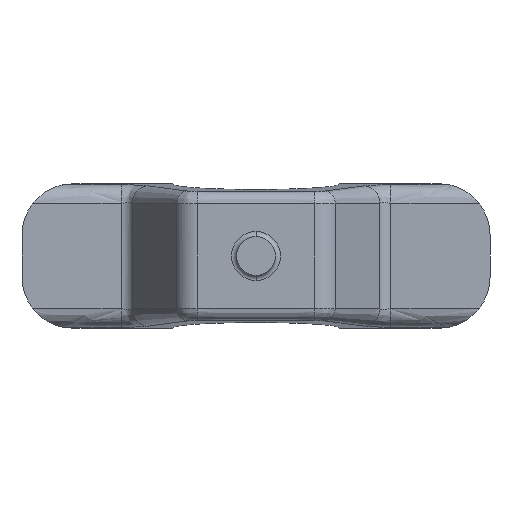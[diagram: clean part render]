
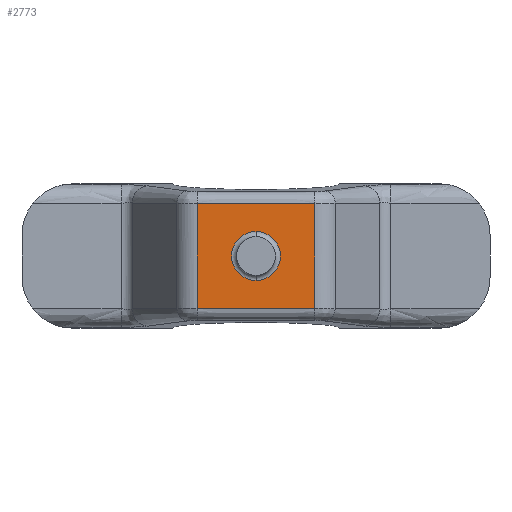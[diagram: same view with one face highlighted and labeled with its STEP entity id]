
A CAD part, front view. The second image highlights one B-rep face of the part: STEP entity #2773.
In plain terms, the highlighted planar face has unit normal (0, -1, 0).
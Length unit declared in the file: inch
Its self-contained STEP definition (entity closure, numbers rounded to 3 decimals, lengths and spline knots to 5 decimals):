
#28 = FACE_OUTER_BOUND ( 'NONE', #868, .T. ) ;
#107 = CARTESIAN_POINT ( 'NONE',  ( -0.57793, -1.232, 0.51421 ) ) ;
#176 = EDGE_CURVE ( 'NONE', #1284, #1699, #1765, .T. ) ;
#236 = VERTEX_POINT ( 'NONE', #3409 ) ;
#324 = FACE_BOUND ( 'NONE', #874, .T. ) ;
#353 = ORIENTED_EDGE ( 'NONE', *, *, #176, .T. ) ;
#546 = ORIENTED_EDGE ( 'NONE', *, *, #747, .F. ) ;
#655 = CARTESIAN_POINT ( 'NONE',  ( 0., -1.232, 0. ) ) ;
#747 = EDGE_CURVE ( 'NONE', #3741, #1699, #2431, .T. ) ;
#868 = EDGE_LOOP ( 'NONE', ( #2697, #2803, #353, #546 ) ) ;
#874 = EDGE_LOOP ( 'NONE', ( #2301, #2086 ) ) ;
#896 = AXIS2_PLACEMENT_3D ( 'NONE', #655, #3670, #961 ) ;
#961 = DIRECTION ( 'NONE',  ( 0., 0., -1. ) ) ;
#1036 = CIRCLE ( 'NONE', #896, 0.24 ) ;
#1126 = CARTESIAN_POINT ( 'NONE',  ( 0.57793, -1.232, 0.51421 ) ) ;
#1159 = CARTESIAN_POINT ( 'NONE',  ( 0., -1.232, 0. ) ) ;
#1165 = CARTESIAN_POINT ( 'NONE',  ( 0.19264, -1.232, -0.51421 ) ) ;
#1224 = CARTESIAN_POINT ( 'NONE',  ( -0.57793, -1.232, -0.51421 ) ) ;
#1264 = DIRECTION ( 'NONE',  ( 0., 0., 1. ) ) ;
#1284 = VERTEX_POINT ( 'NONE', #2204 ) ;
#1438 = CARTESIAN_POINT ( 'NONE',  ( -0.19264, -1.232, -0.51421 ) ) ;
#1638 = VECTOR ( 'NONE', #1264, 39.37008 ) ;
#1699 = VERTEX_POINT ( 'NONE', #2283 ) ;
#1752 = CARTESIAN_POINT ( 'NONE',  ( -0.57793, -1.232, -0.51421 ) ) ;
#1765 = LINE ( 'NONE', #2811, #1638 ) ;
#1785 = DIRECTION ( 'NONE',  ( 0., 0., -1. ) ) ;
#1876 = AXIS2_PLACEMENT_3D ( 'NONE', #2629, #3528, #2032 ) ;
#1915 = VERTEX_POINT ( 'NONE', #1224 ) ;
#2032 = DIRECTION ( 'NONE',  ( 1., 0., 0. ) ) ;
#2086 = ORIENTED_EDGE ( 'NONE', *, *, #3210, .T. ) ;
#2204 = CARTESIAN_POINT ( 'NONE',  ( 0.57793, -1.232, -0.51421 ) ) ;
#2283 = CARTESIAN_POINT ( 'NONE',  ( 0.57793, -1.232, 0.51421 ) ) ;
#2301 = ORIENTED_EDGE ( 'NONE', *, *, #3560, .T. ) ;
#2326 = AXIS2_PLACEMENT_3D ( 'NONE', #1159, #2726, #1785 ) ;
#2431 = B_SPLINE_CURVE_WITH_KNOTS ( 'NONE', 3,
 ( #2973, #3618, #3926, #1126 ),
 .UNSPECIFIED., .F., .F.,
 ( 4, 4 ),
 ( 0., 1. ),
 .UNSPECIFIED. ) ;
#2439 = EDGE_CURVE ( 'NONE', #1284, #1915, #3086, .T. ) ;
#2629 = CARTESIAN_POINT ( 'NONE',  ( 0.57793, -1.232, 0.495 ) ) ;
#2697 = ORIENTED_EDGE ( 'NONE', *, *, #3930, .F. ) ;
#2726 = DIRECTION ( 'NONE',  ( 0., 1., 0. ) ) ;
#2773 = ADVANCED_FACE ( 'NONE', ( #324, #28 ), #3875, .T. ) ;
#2793 = CARTESIAN_POINT ( 'NONE',  ( -0.57793, -1.232, 0.495 ) ) ;
#2803 = ORIENTED_EDGE ( 'NONE', *, *, #2439, .F. ) ;
#2811 = CARTESIAN_POINT ( 'NONE',  ( 0.57793, -1.232, 0.495 ) ) ;
#2973 = CARTESIAN_POINT ( 'NONE',  ( -0.57793, -1.232, 0.51421 ) ) ;
#2981 = LINE ( 'NONE', #2793, #3691 ) ;
#3086 = B_SPLINE_CURVE_WITH_KNOTS ( 'NONE', 3,
 ( #3906, #1165, #1438, #1752 ),
 .UNSPECIFIED., .F., .F.,
 ( 4, 4 ),
 ( 0., 1. ),
 .UNSPECIFIED. ) ;
#3135 = VERTEX_POINT ( 'NONE', #3204 ) ;
#3149 = DIRECTION ( 'NONE',  ( 0., 0., 1. ) ) ;
#3204 = CARTESIAN_POINT ( 'NONE',  ( 0., -1.232, 0.24 ) ) ;
#3210 = EDGE_CURVE ( 'NONE', #3135, #236, #3669, .T. ) ;
#3409 = CARTESIAN_POINT ( 'NONE',  ( 0., -1.232, -0.24 ) ) ;
#3528 = DIRECTION ( 'NONE',  ( 0., -1., 0. ) ) ;
#3560 = EDGE_CURVE ( 'NONE', #236, #3135, #1036, .T. ) ;
#3618 = CARTESIAN_POINT ( 'NONE',  ( -0.19264, -1.232, 0.51421 ) ) ;
#3669 = CIRCLE ( 'NONE', #2326, 0.24 ) ;
#3670 = DIRECTION ( 'NONE',  ( 0., 1., 0. ) ) ;
#3691 = VECTOR ( 'NONE', #3149, 39.37008 ) ;
#3741 = VERTEX_POINT ( 'NONE', #107 ) ;
#3875 = PLANE ( 'NONE',  #1876 ) ;
#3906 = CARTESIAN_POINT ( 'NONE',  ( 0.57793, -1.232, -0.51421 ) ) ;
#3926 = CARTESIAN_POINT ( 'NONE',  ( 0.19264, -1.232, 0.51421 ) ) ;
#3930 = EDGE_CURVE ( 'NONE', #1915, #3741, #2981, .T. ) ;
